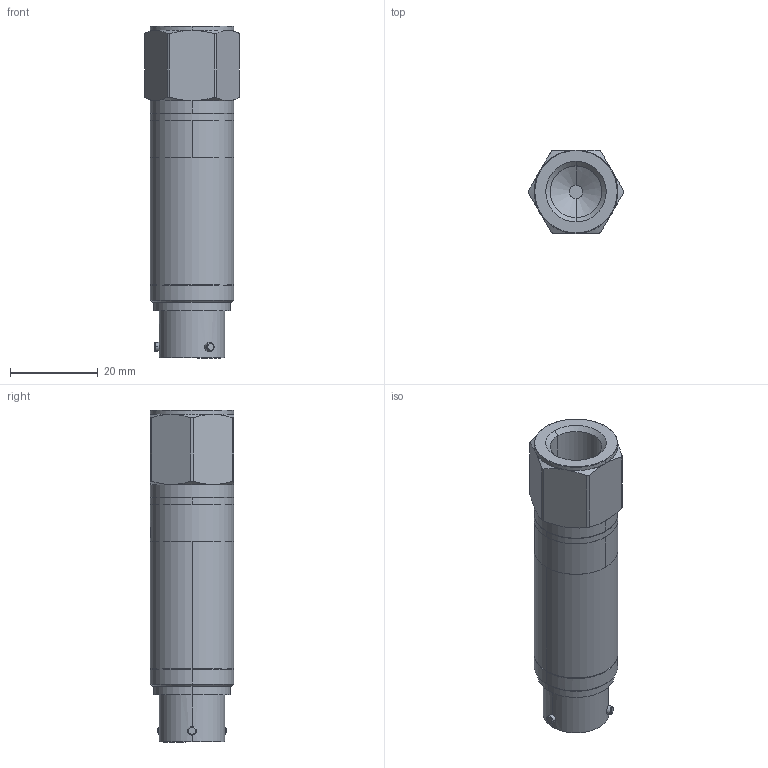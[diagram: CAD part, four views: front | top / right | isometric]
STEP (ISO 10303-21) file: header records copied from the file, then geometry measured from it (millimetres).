
FILE_DESCRIPTION((''),'2;1');
FILE_NAME('ADROIT6265TBA2CDH0PA_ASM_ASM','2024-08-07T13:57:58',('212726943'),(''),'CREO PARAMETRIC BY PTC INC, 2020044','CREO PARAMETRIC BY PTC INC, 2020044','');
FILE_SCHEMA(('CONFIG_CONTROL_DESIGN'));
Length unit declared in the file: millimetre
Products named in the file (21): 138M6477_AF0_1; 142M9312-1_AF0_1; 139M2548_AF0_1; 136M9390_OUTER_CASE_AF0_1; MSBR-5_1__NEW_AF0_1; MSBR-13_NEW_1; MSBR-12_NEW_AF0_1; MSBR-11_NEW_AF0_1; MSBR-10_NEW_AF0_1; MSBR-9_NEW_AF0_1; MSBR-8_NEW_AF0_1; MSBR-7_NEW_AF0_1; MSBR-6_1__AF0_1; MSBR-2_1__1; 136M9390-1_AF0_ASM_1_ASM; 511100452__AF0_1; 144M8505-WIRE_AF0_1; 144M8505-3_AF0_ASM_1_ASM; ADROIT6265TBA2CDH0PA_ASM_1_ASM; 146M9438-1; ADROIT6265TBA2CDH0PA_ASM_ASM
Assembly tree (22 placements, depth 5):
  ADROIT6265TBA2CDH0PA_ASM_ASM
    ADROIT6265TBA2CDH0PA_ASM_1_ASM
      138M6477_AF0_1
      142M9312-1_AF0_1
      139M2548_AF0_1
      144M8505-3_AF0_ASM_1_ASM
        136M9390-1_AF0_ASM_1_ASM
          136M9390_OUTER_CASE_AF0_1
          MSBR-5_1__NEW_AF0_1
          MSBR-13_NEW_1
          MSBR-12_NEW_AF0_1
          MSBR-11_NEW_AF0_1
          MSBR-10_NEW_AF0_1
          MSBR-9_NEW_AF0_1
          MSBR-8_NEW_AF0_1
          MSBR-7_NEW_AF0_1
          MSBR-6_1__AF0_1
          MSBR-2_1__1  x3
        511100452__AF0_1
        144M8505-WIRE_AF0_1
    146M9438-1
Bounding box: 21.6 x 19.05 x 75.7 mm (x, y, z)
Volume: 9224.9 mm3; surface area: 11222.6 mm2
Topology: 18 solids, 18 shells, 420 faces, 1008 edges, 650 vertices
Faces by surface type: cylinder 194, plane 123, cone 59, torus 24, sphere 12, bspline 8
Entity records: 13498 total; most frequent: CARTESIAN_POINT 3402, DIRECTION 2284, ORIENTED_EDGE 1884, AXIS2_PLACEMENT_3D 961, EDGE_CURVE 942, VERTEX_POINT 620, CIRCLE 512, EDGE_LOOP 468
